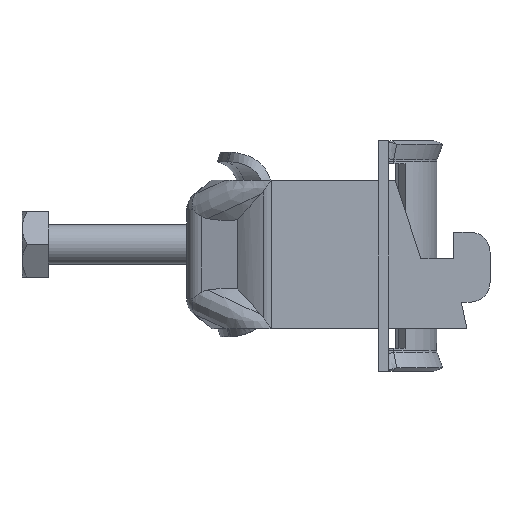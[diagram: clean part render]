
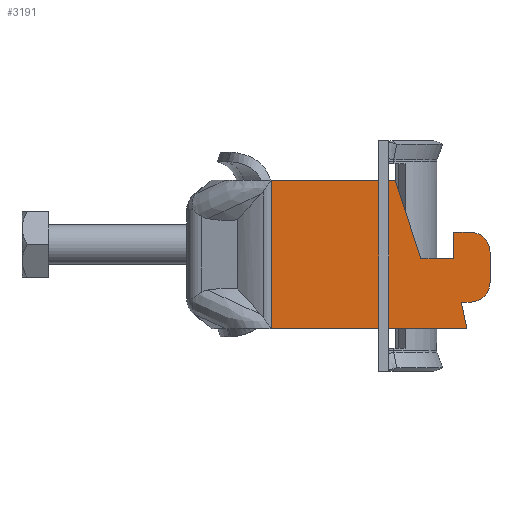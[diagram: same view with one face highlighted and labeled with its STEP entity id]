
A CAD part, left-side view. The second image highlights one B-rep face of the part: STEP entity #3191.
In plain terms, the highlighted planar face has unit normal (-1, 0, 0).
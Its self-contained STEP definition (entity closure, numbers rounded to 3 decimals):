
#158 = ORIENTED_EDGE ( 'NONE', *, *, #8783, .T. ) ;
#588 = VECTOR ( 'NONE', #11823, 1000. ) ;
#618 = DIRECTION ( 'NONE',  ( 0., 1., 0. ) ) ;
#688 = VERTEX_POINT ( 'NONE', #6304 ) ;
#1010 = CARTESIAN_POINT ( 'NONE',  ( -13.5, -12.81, -11.25 ) ) ;
#1047 = ORIENTED_EDGE ( 'NONE', *, *, #10321, .T. ) ;
#1421 = PLANE ( 'NONE',  #17618 ) ;
#1525 = VERTEX_POINT ( 'NONE', #15967 ) ;
#1724 = CARTESIAN_POINT ( 'NONE',  ( -13.5, -43.915, -26.549 ) ) ;
#1835 = LINE ( 'NONE', #9799, #7565 ) ;
#1903 = DIRECTION ( 'NONE',  ( 0., -1., 0. ) ) ;
#2003 = LINE ( 'NONE', #5125, #7562 ) ;
#2009 = LINE ( 'NONE', #8578, #20816 ) ;
#2077 = CARTESIAN_POINT ( 'NONE',  ( -13.5, -35.5, -0.65 ) ) ;
#2078 = ORIENTED_EDGE ( 'NONE', *, *, #13112, .T. ) ;
#2444 = VECTOR ( 'NONE', #3858, 1000. ) ;
#2565 = VECTOR ( 'NONE', #7776, 1000. ) ;
#2647 = EDGE_CURVE ( 'NONE', #19596, #4347, #2003, .T. ) ;
#2662 = CARTESIAN_POINT ( 'NONE',  ( -13.5, -12.81, 11.25 ) ) ;
#2702 = ORIENTED_EDGE ( 'NONE', *, *, #21124, .F. ) ;
#2766 = CIRCLE ( 'NONE', #17541, 3. ) ;
#2812 = CARTESIAN_POINT ( 'NONE',  ( -13.5, -40.5, -11.25 ) ) ;
#2824 = DIRECTION ( 'NONE',  ( 0., 0., 1. ) ) ;
#2861 = VERTEX_POINT ( 'NONE', #7773 ) ;
#3183 = CARTESIAN_POINT ( 'NONE',  ( -13.5, -44.597, -21.113 ) ) ;
#3191 = ADVANCED_FACE ( 'NONE', ( #11531 ), #1421, .F. ) ;
#3858 = DIRECTION ( 'NONE',  ( 0., 0., 1. ) ) ;
#4159 = EDGE_CURVE ( 'NONE', #2861, #688, #14045, .T. ) ;
#4347 = VERTEX_POINT ( 'NONE', #9881 ) ;
#4562 = ORIENTED_EDGE ( 'NONE', *, *, #2647, .T. ) ;
#4664 = EDGE_CURVE ( 'NONE', #4347, #2861, #2766, .T. ) ;
#4802 = DIRECTION ( 'NONE',  ( 0., 0.208, 0.978 ) ) ;
#4875 = DIRECTION ( 'NONE',  ( 0., 1., 0. ) ) ;
#5065 = DIRECTION ( 'NONE',  ( 0., 1., 0. ) ) ;
#5125 = CARTESIAN_POINT ( 'NONE',  ( -13.5, -91., -7.25 ) ) ;
#5372 = CARTESIAN_POINT ( 'NONE',  ( -13.5, -40.5, -0.65 ) ) ;
#5531 = VERTEX_POINT ( 'NONE', #2662 ) ;
#6304 = CARTESIAN_POINT ( 'NONE',  ( -13.5, -46., 0.35 ) ) ;
#6991 = CARTESIAN_POINT ( 'NONE',  ( -13.5, -40.5, 3.35 ) ) ;
#7358 = VECTOR ( 'NONE', #12313, 1000. ) ;
#7562 = VECTOR ( 'NONE', #1903, 1000. ) ;
#7565 = VECTOR ( 'NONE', #5065, 1000. ) ;
#7773 = CARTESIAN_POINT ( 'NONE',  ( -13.5, -46., -4.25 ) ) ;
#7776 = DIRECTION ( 'NONE',  ( 0., 0., -1. ) ) ;
#7838 = LINE ( 'NONE', #13088, #15639 ) ;
#7883 = LINE ( 'NONE', #2812, #2565 ) ;
#8101 = DIRECTION ( 'NONE',  ( 0., 1., 0. ) ) ;
#8133 = EDGE_CURVE ( 'NONE', #20693, #11586, #20285, .T. ) ;
#8473 = CARTESIAN_POINT ( 'NONE',  ( -13.5, -41.65, -7.25 ) ) ;
#8578 = CARTESIAN_POINT ( 'NONE',  ( -13.5, -91., 3.35 ) ) ;
#8783 = EDGE_CURVE ( 'NONE', #9184, #20693, #7883, .T. ) ;
#9184 = VERTEX_POINT ( 'NONE', #6991 ) ;
#9609 = LINE ( 'NONE', #1010, #10292 ) ;
#9718 = CARTESIAN_POINT ( 'NONE',  ( -13.5, -43., 0.35 ) ) ;
#9799 = CARTESIAN_POINT ( 'NONE',  ( -13.5, -91., 11.25 ) ) ;
#9881 = CARTESIAN_POINT ( 'NONE',  ( -13.5, -43., -7.25 ) ) ;
#9912 = CARTESIAN_POINT ( 'NONE',  ( -13.5, -43., 3.35 ) ) ;
#9954 = EDGE_CURVE ( 'NONE', #1525, #5531, #9609, .T. ) ;
#10292 = VECTOR ( 'NONE', #2824, 1000. ) ;
#10321 = EDGE_CURVE ( 'NONE', #688, #20527, #20296, .T. ) ;
#10399 = CARTESIAN_POINT ( 'NONE',  ( -13.5, -91., -0.65 ) ) ;
#10508 = DIRECTION ( 'NONE',  ( -1., 0., 0. ) ) ;
#11531 = FACE_OUTER_BOUND ( 'NONE', #12559, .T. ) ;
#11586 = VERTEX_POINT ( 'NONE', #2077 ) ;
#11770 = ORIENTED_EDGE ( 'NONE', *, *, #14081, .T. ) ;
#11823 = DIRECTION ( 'NONE',  ( 0., 0.309, 0.951 ) ) ;
#12313 = DIRECTION ( 'NONE',  ( 0., 1., 0. ) ) ;
#12559 = EDGE_LOOP ( 'NONE', ( #2702, #2078, #4562, #20547, #13643, #1047, #14094, #158, #19653, #19951, #11770, #17213 ) ) ;
#12914 = CARTESIAN_POINT ( 'NONE',  ( -13.5, -91., -11.25 ) ) ;
#12917 = CARTESIAN_POINT ( 'NONE',  ( -13.5, -42.5, -11.25 ) ) ;
#13088 = CARTESIAN_POINT ( 'NONE',  ( -13.5, -91., -11.25 ) ) ;
#13112 = EDGE_CURVE ( 'NONE', #20112, #19596, #17924, .T. ) ;
#13419 = LINE ( 'NONE', #1724, #588 ) ;
#13643 = ORIENTED_EDGE ( 'NONE', *, *, #4159, .T. ) ;
#13738 = CARTESIAN_POINT ( 'NONE',  ( -13.5, -46., -11.25 ) ) ;
#14045 = LINE ( 'NONE', #13738, #2444 ) ;
#14081 = EDGE_CURVE ( 'NONE', #20613, #5531, #1835, .T. ) ;
#14094 = ORIENTED_EDGE ( 'NONE', *, *, #19634, .T. ) ;
#14602 = DIRECTION ( 'NONE',  ( 0., 1., 0. ) ) ;
#15639 = VECTOR ( 'NONE', #14602, 1000. ) ;
#15967 = CARTESIAN_POINT ( 'NONE',  ( -13.5, -12.81, -11.25 ) ) ;
#16253 = DIRECTION ( 'NONE',  ( 1., 0., 0. ) ) ;
#16266 = DIRECTION ( 'NONE',  ( -1., 0., 0. ) ) ;
#16506 = AXIS2_PLACEMENT_3D ( 'NONE', #9718, #16266, #4875 ) ;
#16658 = CARTESIAN_POINT ( 'NONE',  ( -13.5, -31.633, 11.25 ) ) ;
#17053 = CARTESIAN_POINT ( 'NONE',  ( -13.5, -43., -4.25 ) ) ;
#17213 = ORIENTED_EDGE ( 'NONE', *, *, #9954, .F. ) ;
#17541 = AXIS2_PLACEMENT_3D ( 'NONE', #17053, #10508, #618 ) ;
#17579 = EDGE_CURVE ( 'NONE', #11586, #20613, #13419, .T. ) ;
#17618 = AXIS2_PLACEMENT_3D ( 'NONE', #12914, #16253, #8101 ) ;
#17924 = LINE ( 'NONE', #3183, #18565 ) ;
#18565 = VECTOR ( 'NONE', #4802, 1000. ) ;
#19596 = VERTEX_POINT ( 'NONE', #8473 ) ;
#19634 = EDGE_CURVE ( 'NONE', #20527, #9184, #2009, .T. ) ;
#19653 = ORIENTED_EDGE ( 'NONE', *, *, #8133, .T. ) ;
#19951 = ORIENTED_EDGE ( 'NONE', *, *, #17579, .T. ) ;
#20077 = DIRECTION ( 'NONE',  ( 0., 1., 0. ) ) ;
#20112 = VERTEX_POINT ( 'NONE', #12917 ) ;
#20285 = LINE ( 'NONE', #10399, #7358 ) ;
#20296 = CIRCLE ( 'NONE', #16506, 3. ) ;
#20527 = VERTEX_POINT ( 'NONE', #9912 ) ;
#20547 = ORIENTED_EDGE ( 'NONE', *, *, #4664, .T. ) ;
#20613 = VERTEX_POINT ( 'NONE', #16658 ) ;
#20693 = VERTEX_POINT ( 'NONE', #5372 ) ;
#20816 = VECTOR ( 'NONE', #20077, 1000. ) ;
#21124 = EDGE_CURVE ( 'NONE', #20112, #1525, #7838, .T. ) ;
